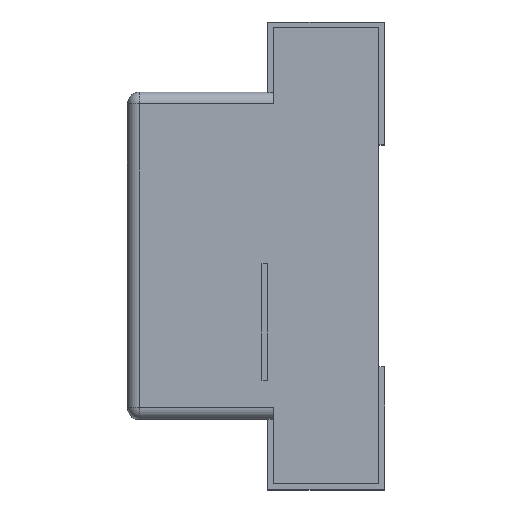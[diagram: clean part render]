
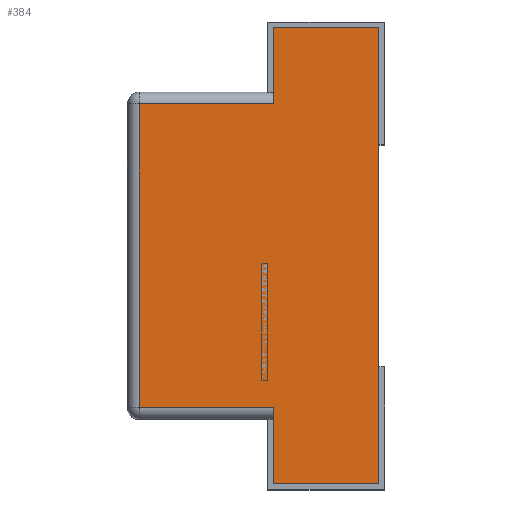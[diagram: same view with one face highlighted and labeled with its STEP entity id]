
A CAD part, top view. The second image highlights one B-rep face of the part: STEP entity #384.
In plain terms, the highlighted planar face has unit normal (0, 0, 1).
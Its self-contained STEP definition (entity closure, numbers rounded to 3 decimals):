
#13 = CARTESIAN_POINT ( 'NONE',  ( -0.127, 0.233, 1.25 ) ) ;
#57 = LINE ( 'NONE', #1992, #1115 ) ;
#106 = LINE ( 'NONE', #1371, #1118 ) ;
#123 = VECTOR ( 'NONE', #2619, 1000. ) ;
#161 = CARTESIAN_POINT ( 'NONE',  ( -0.127, -1.717, 1.25 ) ) ;
#182 = CARTESIAN_POINT ( 'NONE',  ( -0.127, 0.233, 1.25 ) ) ;
#214 = DIRECTION ( 'NONE',  ( 0., -1., 0. ) ) ;
#264 = LINE ( 'NONE', #393, #1326 ) ;
#273 = DIRECTION ( 'NONE',  ( 0., 0., 1. ) ) ;
#344 = EDGE_CURVE ( 'NONE', #500, #2491, #1738, .T. ) ;
#381 = CARTESIAN_POINT ( 'NONE',  ( -0.127, -1.392, 1.25 ) ) ;
#384 = ADVANCED_FACE ( 'NONE', ( #603 ), #1024, .T. ) ;
#393 = CARTESIAN_POINT ( 'NONE',  ( -0.127, 0.233, 1.25 ) ) ;
#460 = LINE ( 'NONE', #1712, #2535 ) ;
#500 = VERTEX_POINT ( 'NONE', #731 ) ;
#514 = CARTESIAN_POINT ( 'NONE',  ( -0.702, -0.092, 1.25 ) ) ;
#516 = DIRECTION ( 'NONE',  ( 0., 1., 0. ) ) ;
#540 = VECTOR ( 'NONE', #1734, 1000. ) ;
#561 = ORIENTED_EDGE ( 'NONE', *, *, #2023, .T. ) ;
#603 = FACE_OUTER_BOUND ( 'NONE', #2177, .T. ) ;
#608 = EDGE_CURVE ( 'NONE', #2337, #500, #460, .T. ) ;
#671 = DIRECTION ( 'NONE',  ( 1., 0., 0. ) ) ;
#707 = EDGE_CURVE ( 'NONE', #2522, #2337, #2098, .T. ) ;
#731 = CARTESIAN_POINT ( 'NONE',  ( 0.323, 0.233, 1.25 ) ) ;
#742 = VECTOR ( 'NONE', #2264, 1000. ) ;
#802 = ORIENTED_EDGE ( 'NONE', *, *, #2217, .T. ) ;
#997 = DIRECTION ( 'NONE',  ( 0., -1., 0. ) ) ;
#1017 = EDGE_CURVE ( 'NONE', #1124, #2522, #264, .T. ) ;
#1024 = PLANE ( 'NONE',  #2258 ) ;
#1052 = CARTESIAN_POINT ( 'NONE',  ( -0.127, -1.392, 1.25 ) ) ;
#1115 = VECTOR ( 'NONE', #2392, 1000. ) ;
#1118 = VECTOR ( 'NONE', #1581, 1000. ) ;
#1124 = VERTEX_POINT ( 'NONE', #381 ) ;
#1275 = CARTESIAN_POINT ( 'NONE',  ( 0., 0., 1.25 ) ) ;
#1326 = VECTOR ( 'NONE', #997, 1000. ) ;
#1371 = CARTESIAN_POINT ( 'NONE',  ( -0.702, -1.442, 1.25 ) ) ;
#1432 = ORIENTED_EDGE ( 'NONE', *, *, #2511, .T. ) ;
#1436 = EDGE_CURVE ( 'NONE', #2491, #1490, #1868, .T. ) ;
#1490 = VERTEX_POINT ( 'NONE', #2237 ) ;
#1581 = DIRECTION ( 'NONE',  ( 0., -1., 0. ) ) ;
#1695 = ORIENTED_EDGE ( 'NONE', *, *, #707, .T. ) ;
#1712 = CARTESIAN_POINT ( 'NONE',  ( 0.323, 0.233, 1.25 ) ) ;
#1718 = CARTESIAN_POINT ( 'NONE',  ( 0.323, -1.717, 1.25 ) ) ;
#1734 = DIRECTION ( 'NONE',  ( 1., 0., 0. ) ) ;
#1738 = LINE ( 'NONE', #182, #123 ) ;
#1746 = CARTESIAN_POINT ( 'NONE',  ( -0.127, -1.717, 1.25 ) ) ;
#1834 = LINE ( 'NONE', #1052, #742 ) ;
#1868 = LINE ( 'NONE', #13, #2327 ) ;
#1978 = CARTESIAN_POINT ( 'NONE',  ( -0.127, 0.233, 1.25 ) ) ;
#1986 = CARTESIAN_POINT ( 'NONE',  ( -0.702, -1.392, 1.25 ) ) ;
#1992 = CARTESIAN_POINT ( 'NONE',  ( -0.752, -0.092, 1.25 ) ) ;
#2023 = EDGE_CURVE ( 'NONE', #1490, #2342, #57, .T. ) ;
#2094 = ORIENTED_EDGE ( 'NONE', *, *, #1017, .T. ) ;
#2098 = LINE ( 'NONE', #1746, #540 ) ;
#2177 = EDGE_LOOP ( 'NONE', ( #802, #2094, #1695, #2500, #2550, #2554, #561, #1432 ) ) ;
#2217 = EDGE_CURVE ( 'NONE', #2558, #1124, #1834, .T. ) ;
#2237 = CARTESIAN_POINT ( 'NONE',  ( -0.127, -0.092, 1.25 ) ) ;
#2258 = AXIS2_PLACEMENT_3D ( 'NONE', #1275, #273, #671 ) ;
#2264 = DIRECTION ( 'NONE',  ( 1., 0., 0. ) ) ;
#2327 = VECTOR ( 'NONE', #214, 1000. ) ;
#2337 = VERTEX_POINT ( 'NONE', #1718 ) ;
#2342 = VERTEX_POINT ( 'NONE', #514 ) ;
#2392 = DIRECTION ( 'NONE',  ( -1., 0., 0. ) ) ;
#2491 = VERTEX_POINT ( 'NONE', #1978 ) ;
#2500 = ORIENTED_EDGE ( 'NONE', *, *, #608, .T. ) ;
#2511 = EDGE_CURVE ( 'NONE', #2342, #2558, #106, .T. ) ;
#2522 = VERTEX_POINT ( 'NONE', #161 ) ;
#2535 = VECTOR ( 'NONE', #516, 1000. ) ;
#2550 = ORIENTED_EDGE ( 'NONE', *, *, #344, .T. ) ;
#2554 = ORIENTED_EDGE ( 'NONE', *, *, #1436, .T. ) ;
#2558 = VERTEX_POINT ( 'NONE', #1986 ) ;
#2619 = DIRECTION ( 'NONE',  ( -1., 0., 0. ) ) ;
